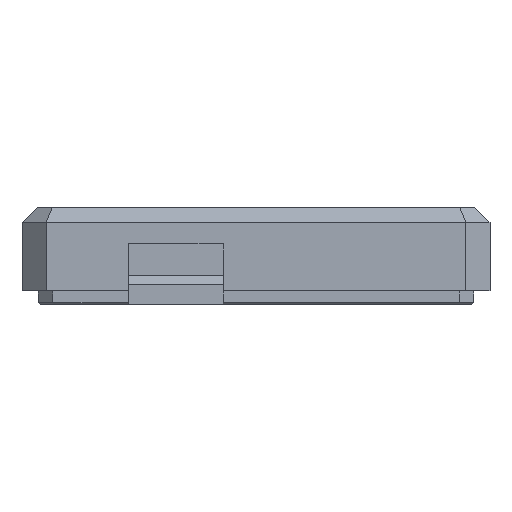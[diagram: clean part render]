
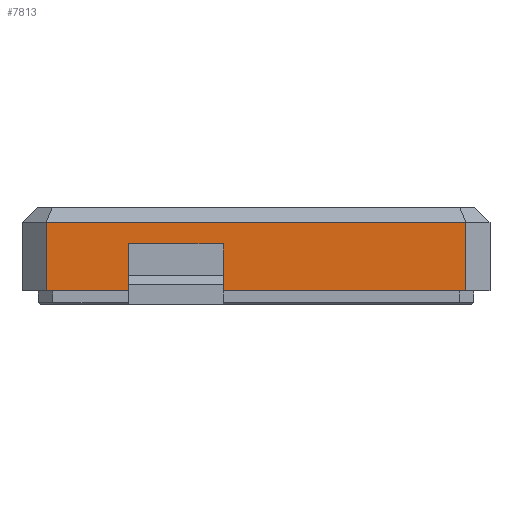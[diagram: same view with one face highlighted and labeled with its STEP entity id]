
A CAD part, front view. The second image highlights one B-rep face of the part: STEP entity #7813.
In plain terms, the highlighted planar face has unit normal (0, -1, 0).
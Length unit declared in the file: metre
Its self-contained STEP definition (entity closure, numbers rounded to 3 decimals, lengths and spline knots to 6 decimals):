
#192=PLANE('',#8205);
#741=LINE('',#12366,#1460);
#742=LINE('',#12369,#1461);
#743=LINE('',#12371,#1462);
#744=LINE('',#12373,#1463);
#745=LINE('',#12375,#1464);
#746=LINE('',#12377,#1465);
#747=LINE('',#12379,#1466);
#748=LINE('',#12381,#1467);
#1460=VECTOR('',#9052,1.);
#1461=VECTOR('',#9053,1.);
#1462=VECTOR('',#9054,1.);
#1463=VECTOR('',#9055,1.);
#1464=VECTOR('',#9056,1.);
#1465=VECTOR('',#9057,1.);
#1466=VECTOR('',#9058,1.);
#1467=VECTOR('',#9059,1.);
#3025=ORIENTED_EDGE('',*,*,#4814,.F.);
#3026=ORIENTED_EDGE('',*,*,#4815,.T.);
#3027=ORIENTED_EDGE('',*,*,#4816,.T.);
#3028=ORIENTED_EDGE('',*,*,#4817,.T.);
#3029=ORIENTED_EDGE('',*,*,#4818,.F.);
#3030=ORIENTED_EDGE('',*,*,#4819,.T.);
#3031=ORIENTED_EDGE('',*,*,#4820,.T.);
#3032=ORIENTED_EDGE('',*,*,#4821,.T.);
#4814=EDGE_CURVE('',#5797,#5798,#741,.T.);
#4815=EDGE_CURVE('',#5797,#5799,#742,.T.);
#4816=EDGE_CURVE('',#5799,#5800,#743,.T.);
#4817=EDGE_CURVE('',#5800,#5801,#744,.T.);
#4818=EDGE_CURVE('',#5802,#5801,#745,.T.);
#4819=EDGE_CURVE('',#5802,#5803,#746,.T.);
#4820=EDGE_CURVE('',#5803,#5804,#747,.T.);
#4821=EDGE_CURVE('',#5804,#5798,#748,.T.);
#5797=VERTEX_POINT('',#12367);
#5798=VERTEX_POINT('',#12368);
#5799=VERTEX_POINT('',#12370);
#5800=VERTEX_POINT('',#12372);
#5801=VERTEX_POINT('',#12374);
#5802=VERTEX_POINT('',#12376);
#5803=VERTEX_POINT('',#12378);
#5804=VERTEX_POINT('',#12380);
#6660=EDGE_LOOP('',(#3025,#3026,#3027,#3028,#3029,#3030,#3031,#3032));
#7158=FACE_BOUND('',#6660,.T.);
#7813=ADVANCED_FACE('',(#7158),#192,.F.);
#8205=AXIS2_PLACEMENT_3D('',#12365,#9050,#9051);
#9050=DIRECTION('',(0.,1.,0.));
#9051=DIRECTION('',(0.,0.,1.));
#9052=DIRECTION('',(0.,0.,-1.));
#9053=DIRECTION('',(-1.,0.,0.));
#9054=DIRECTION('',(0.,0.,-1.));
#9055=DIRECTION('',(1.,0.,0.));
#9056=DIRECTION('',(0.,0.,-1.));
#9057=DIRECTION('',(1.,0.,0.));
#9058=DIRECTION('',(0.,0.,-1.));
#9059=DIRECTION('',(1.,0.,0.));
#12365=CARTESIAN_POINT('',(0.02488,-0.004,0.009));
#12366=CARTESIAN_POINT('',(0.052588,-0.004,0.009));
#12367=CARTESIAN_POINT('',(0.052588,-0.004,0.009));
#12368=CARTESIAN_POINT('',(0.052588,-0.004,0.));
#12369=CARTESIAN_POINT('',(-0.002828,-0.004,0.009));
#12370=CARTESIAN_POINT('',(-0.002828,-0.004,0.009));
#12371=CARTESIAN_POINT('',(-0.002828,-0.004,0.009));
#12372=CARTESIAN_POINT('',(-0.002828,-0.004,0.));
#12373=CARTESIAN_POINT('',(0.02488,-0.004,0.));
#12374=CARTESIAN_POINT('',(0.00805,-0.004,0.));
#12375=CARTESIAN_POINT('',(0.00805,-0.004,0.0025));
#12376=CARTESIAN_POINT('',(0.00805,-0.004,0.0062));
#12377=CARTESIAN_POINT('',(0.0143,-0.004,0.0062));
#12378=CARTESIAN_POINT('',(0.02055,-0.004,0.0062));
#12379=CARTESIAN_POINT('',(0.02055,-0.004,0.0025));
#12380=CARTESIAN_POINT('',(0.02055,-0.004,0.));
#12381=CARTESIAN_POINT('',(0.02488,-0.004,0.));
